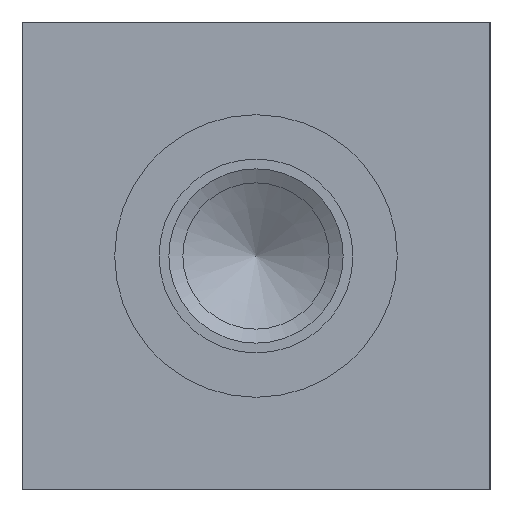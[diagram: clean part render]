
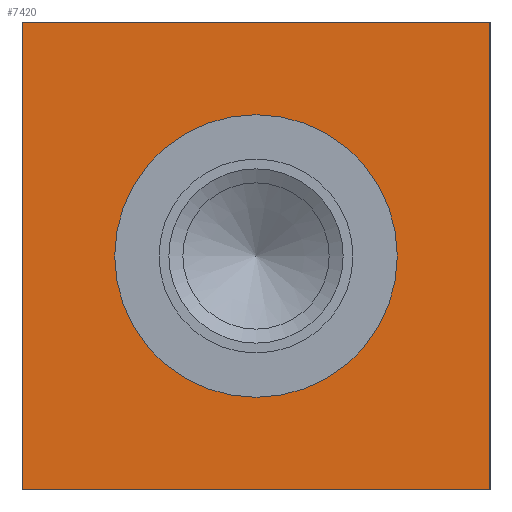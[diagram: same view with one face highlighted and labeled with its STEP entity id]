
A CAD part, left-side view. The second image highlights one B-rep face of the part: STEP entity #7420.
In plain terms, the highlighted planar face has unit normal (-1, 0, 0).
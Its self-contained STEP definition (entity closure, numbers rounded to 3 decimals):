
#101=CIRCLE('',#7701,15.342);
#102=CIRCLE('',#7702,15.342);
#194=FACE_BOUND('',#1215,.T.);
#415=PLANE('',#7788);
#792=FACE_OUTER_BOUND('',#1214,.T.);
#1214=EDGE_LOOP('',(#6581,#6582,#6583,#6584));
#1215=EDGE_LOOP('',(#6585,#6586));
#1493=LINE('',#11640,#2182);
#1909=LINE('',#12834,#2598);
#1910=LINE('',#12835,#2599);
#1911=LINE('',#12836,#2600);
#2182=VECTOR('',#8183,10.);
#2598=VECTOR('',#9175,10.);
#2599=VECTOR('',#9176,10.);
#2600=VECTOR('',#9177,10.);
#3170=VERTEX_POINT('',#11633);
#3173=VERTEX_POINT('',#11638);
#3479=VERTEX_POINT('',#12663);
#3480=VERTEX_POINT('',#12664);
#3534=VERTEX_POINT('',#12832);
#3535=VERTEX_POINT('',#12833);
#4027=EDGE_CURVE('',#3173,#3170,#1493,.T.);
#4474=EDGE_CURVE('',#3479,#3480,#101,.T.);
#4475=EDGE_CURVE('',#3480,#3479,#102,.T.);
#4556=EDGE_CURVE('',#3534,#3535,#1909,.T.);
#4557=EDGE_CURVE('',#3535,#3170,#1910,.T.);
#4558=EDGE_CURVE('',#3534,#3173,#1911,.T.);
#6581=ORIENTED_EDGE('',*,*,#4556,.T.);
#6582=ORIENTED_EDGE('',*,*,#4557,.T.);
#6583=ORIENTED_EDGE('',*,*,#4027,.F.);
#6584=ORIENTED_EDGE('',*,*,#4558,.F.);
#6585=ORIENTED_EDGE('',*,*,#4474,.T.);
#6586=ORIENTED_EDGE('',*,*,#4475,.T.);
#7420=ADVANCED_FACE('',(#792,#194),#415,.T.);
#7701=AXIS2_PLACEMENT_3D('',#12665,#8973,#8974);
#7702=AXIS2_PLACEMENT_3D('',#12666,#8975,#8976);
#7788=AXIS2_PLACEMENT_3D('',#12831,#9173,#9174);
#8183=DIRECTION('',(0.,-1.,0.));
#8973=DIRECTION('center_axis',(1.,0.,0.));
#8974=DIRECTION('ref_axis',(0.,0.,1.));
#8975=DIRECTION('center_axis',(1.,0.,0.));
#8976=DIRECTION('ref_axis',(0.,0.,1.));
#9173=DIRECTION('center_axis',(-1.,0.,0.));
#9174=DIRECTION('ref_axis',(0.,-1.,0.));
#9175=DIRECTION('',(0.,-1.,0.));
#9176=DIRECTION('',(0.,0.,1.));
#9177=DIRECTION('',(0.,0.,1.));
#11633=CARTESIAN_POINT('',(0.,0.,50.8));
#11638=CARTESIAN_POINT('',(0.,50.8,50.8));
#11640=CARTESIAN_POINT('',(0.,50.8,50.8));
#12663=CARTESIAN_POINT('',(0.,25.4,40.742));
#12664=CARTESIAN_POINT('',(0.,25.4,10.058));
#12665=CARTESIAN_POINT('Origin',(0.,25.4,25.4));
#12666=CARTESIAN_POINT('Origin',(0.,25.4,25.4));
#12831=CARTESIAN_POINT('Origin',(0.,50.8,0.));
#12832=CARTESIAN_POINT('',(0.,50.8,0.));
#12833=CARTESIAN_POINT('',(0.,0.,0.));
#12834=CARTESIAN_POINT('',(0.,50.8,0.));
#12835=CARTESIAN_POINT('',(0.,0.,0.));
#12836=CARTESIAN_POINT('',(0.,50.8,0.));
